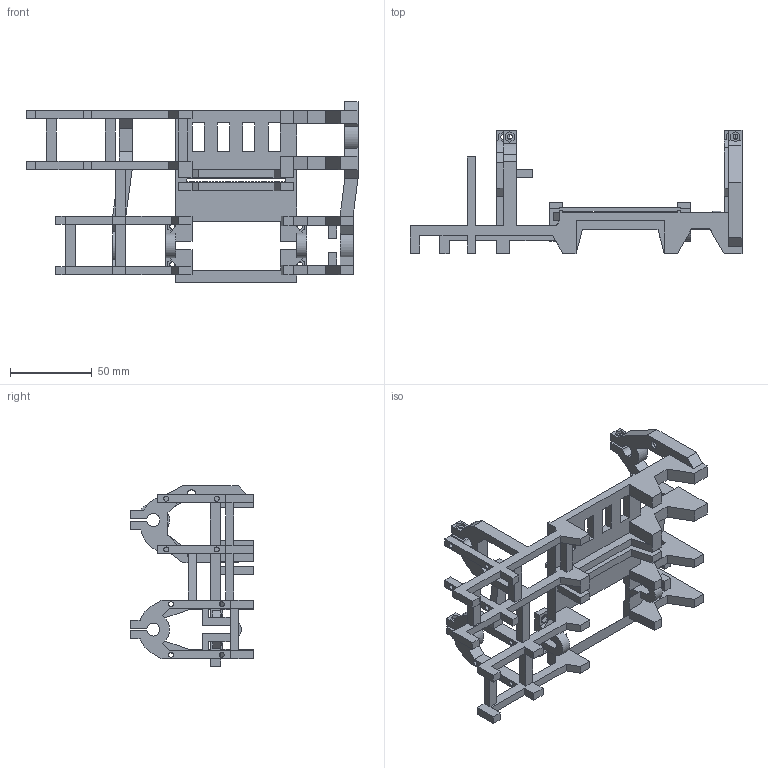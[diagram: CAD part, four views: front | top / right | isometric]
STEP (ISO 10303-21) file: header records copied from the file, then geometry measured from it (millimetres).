
FILE_DESCRIPTION (( 'STEP AP214' ), '1' );
FILE_NAME ('菁釱.STEP', '2022-08-02T08:12:51', ( '' ), ( '' ), 'SwSTEP 2.0', 'SolidWorks 2021', '' );
FILE_SCHEMA (( 'AUTOMOTIVE_DESIGN' ));
Length unit declared in the file: millimetre
Products named in the file (1): 菁釱
Bounding box: 203.1 x 75.37 x 110.5 mm (x, y, z)
Volume: 112574.9 mm3; surface area: 66294.7 mm2
Topology: 1 solids, 1 shells, 580 faces, 1751 edges, 1156 vertices
Faces by surface type: plane 415, cylinder 165
Entity records: 19719 total; most frequent: CARTESIAN_POINT 3530, ORIENTED_EDGE 3502, DIRECTION 3229, EDGE_CURVE 1751, LINE 1407, VECTOR 1407, VERTEX_POINT 1156, AXIS2_PLACEMENT_3D 911
